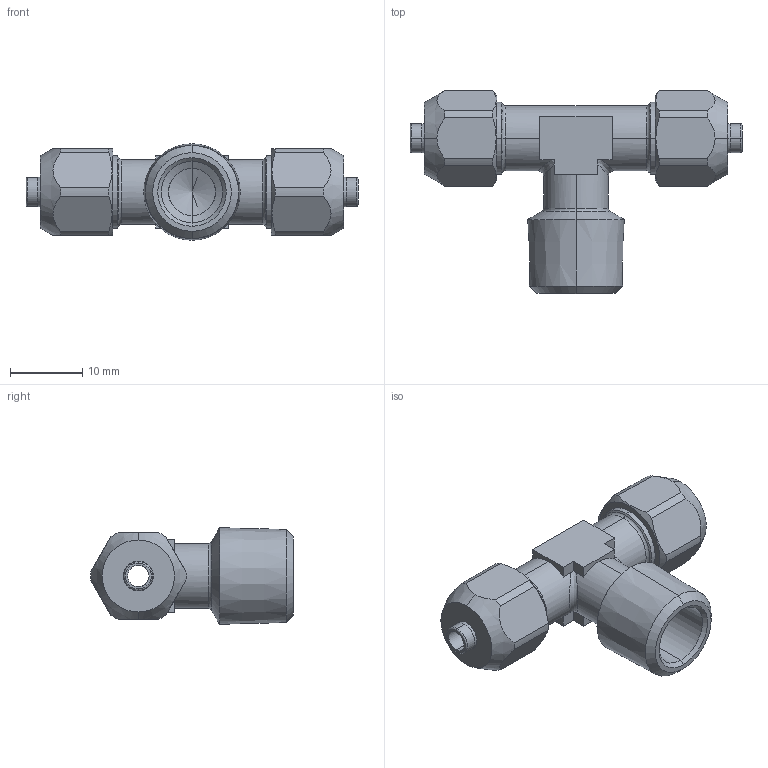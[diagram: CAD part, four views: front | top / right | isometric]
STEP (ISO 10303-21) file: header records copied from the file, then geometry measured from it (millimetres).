
FILE_DESCRIPTION (( 'STEP AP203' ), '1' );
FILE_NAME ('X2100032.STEP', '2011-07-20T09:36:30', ( 'Flavio' ), ( '' ), 'SwSTEP 2.0', 'SolidWorks 2011', '' );
FILE_SCHEMA (( 'CONFIG_CONTROL_DESIGN' ));
Length unit declared in the file: millimetre
Products named in the file (1): X2100032
Bounding box: 46 x 28.12 x 13.37 mm (x, y, z)
Volume: 4553 mm3; surface area: 3406.2 mm2
Topology: 1 solids, 1 shells, 110 faces, 276 edges, 171 vertices
Faces by surface type: plane 37, cylinder 33, cone 28, torus 10, bspline 2
Entity records: 3759 total; most frequent: CARTESIAN_POINT 1070, DIRECTION 554, ORIENTED_EDGE 548, EDGE_CURVE 274, AXIS2_PLACEMENT_3D 219, VERTEX_POINT 171, EDGE_LOOP 119, VECTOR 116
